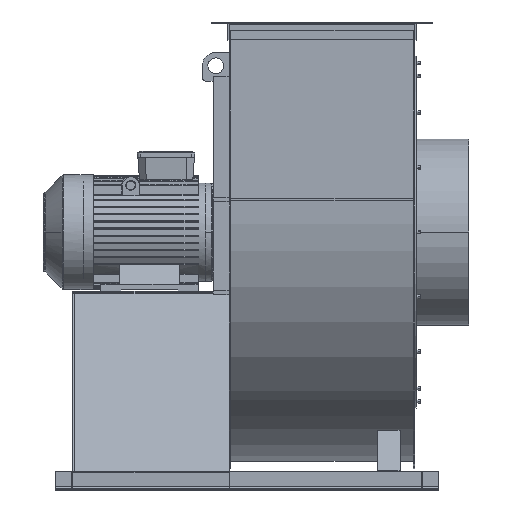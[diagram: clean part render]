
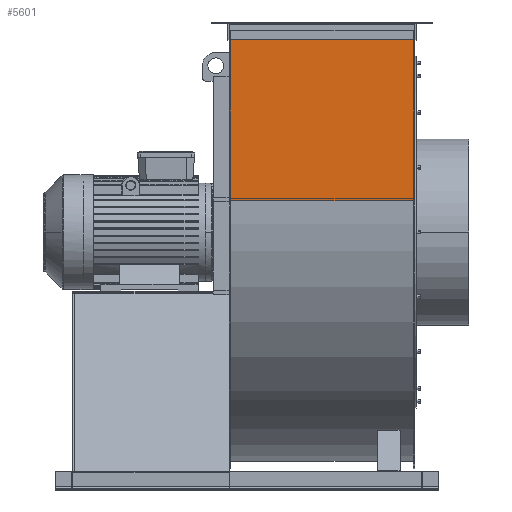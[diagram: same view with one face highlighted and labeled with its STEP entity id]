
A CAD part, top view. The second image highlights one B-rep face of the part: STEP entity #5601.
In plain terms, the highlighted free-form (B-spline) face has degree [1, 1] with [2, 2] control points.
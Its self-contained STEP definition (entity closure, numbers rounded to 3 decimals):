
#5543 = VERTEX_POINT('',#5544);
#5544 = CARTESIAN_POINT('',(-20.178,975.668,
    700.297));
#5549 = EDGE_CURVE('',#5543,#5550,#5552,.T.);
#5550 = VERTEX_POINT('',#5551);
#5551 = CARTESIAN_POINT('',(-20.178,767.952,
    700.297));
#5552 = B_SPLINE_CURVE_WITH_KNOTS('',1,(#5553,#5554),.UNSPECIFIED.,.F.,
  .F.,(2,2),(205.,380.),.PIECEWISE_BEZIER_KNOTS.);
#5553 = CARTESIAN_POINT('',(-20.178,975.668,
    700.297));
#5554 = CARTESIAN_POINT('',(-20.178,767.952,
    700.297));
#5572 = VERTEX_POINT('',#5573);
#5573 = CARTESIAN_POINT('',(-506.825,975.668,
    700.297));
#5586 = VERTEX_POINT('',#5587);
#5587 = CARTESIAN_POINT('',(-506.825,767.952,
    700.297));
#5592 = EDGE_CURVE('',#5572,#5586,#5593,.T.);
#5593 = B_SPLINE_CURVE_WITH_KNOTS('',1,(#5594,#5595),.UNSPECIFIED.,.F.,
  .F.,(2,2),(205.,380.),.PIECEWISE_BEZIER_KNOTS.);
#5594 = CARTESIAN_POINT('',(-506.825,975.668,
    700.297));
#5595 = CARTESIAN_POINT('',(-506.825,767.952,
    700.297));
#5601 = ADVANCED_FACE('',(#5602),#5672,.F.);
#5602 = FACE_BOUND('',#5603,.T.);
#5603 = EDGE_LOOP('',(#5604,#5613,#5620,#5627,#5632,#5633,#5638,#5639,
    #5646,#5653,#5660,#5667));
#5604 = ORIENTED_EDGE('',*,*,#5605,.T.);
#5605 = EDGE_CURVE('',#5606,#5608,#5610,.T.);
#5606 = VERTEX_POINT('',#5607);
#5607 = CARTESIAN_POINT('',(-506.825,1218.991,
    700.297));
#5608 = VERTEX_POINT('',#5609);
#5609 = CARTESIAN_POINT('',(-506.825,1011.276,
    700.297));
#5610 = B_SPLINE_CURVE_WITH_KNOTS('',1,(#5611,#5612),.UNSPECIFIED.,.F.,
  .F.,(2,2),(0.,175.),.PIECEWISE_BEZIER_KNOTS.);
#5611 = CARTESIAN_POINT('',(-506.825,1218.991,
    700.297));
#5612 = CARTESIAN_POINT('',(-506.825,1011.276,
    700.297));
#5613 = ORIENTED_EDGE('',*,*,#5614,.F.);
#5614 = EDGE_CURVE('',#5615,#5608,#5617,.T.);
#5615 = VERTEX_POINT('',#5616);
#5616 = CARTESIAN_POINT('',(-510.386,1011.276,
    700.297));
#5617 = B_SPLINE_CURVE_WITH_KNOTS('',1,(#5618,#5619),.UNSPECIFIED.,.F.,
  .F.,(2,2),(33.15,36.15),.PIECEWISE_BEZIER_KNOTS.);
#5618 = CARTESIAN_POINT('',(-510.386,1011.276,
    700.297));
#5619 = CARTESIAN_POINT('',(-506.825,1011.276,
    700.297));
#5620 = ORIENTED_EDGE('',*,*,#5621,.T.);
#5621 = EDGE_CURVE('',#5615,#5622,#5624,.T.);
#5622 = VERTEX_POINT('',#5623);
#5623 = CARTESIAN_POINT('',(-510.386,975.668,
    700.297));
#5624 = B_SPLINE_CURVE_WITH_KNOTS('',1,(#5625,#5626),.UNSPECIFIED.,.F.,
  .F.,(2,2),(0.,30.),.PIECEWISE_BEZIER_KNOTS.);
#5625 = CARTESIAN_POINT('',(-510.386,1011.276,
    700.297));
#5626 = CARTESIAN_POINT('',(-510.386,975.668,
    700.297));
#5627 = ORIENTED_EDGE('',*,*,#5628,.T.);
#5628 = EDGE_CURVE('',#5622,#5572,#5629,.T.);
#5629 = B_SPLINE_CURVE_WITH_KNOTS('',1,(#5630,#5631),.UNSPECIFIED.,.F.,
  .F.,(2,2),(33.15,36.15),.PIECEWISE_BEZIER_KNOTS.);
#5630 = CARTESIAN_POINT('',(-510.386,975.668,
    700.297));
#5631 = CARTESIAN_POINT('',(-506.825,975.668,
    700.297));
#5632 = ORIENTED_EDGE('',*,*,#5592,.T.);
#5633 = ORIENTED_EDGE('',*,*,#5634,.F.);
#5634 = EDGE_CURVE('',#5550,#5586,#5635,.T.);
#5635 = B_SPLINE_CURVE_WITH_KNOTS('',1,(#5636,#5637),.UNSPECIFIED.,.F.,
  .F.,(2,2),(-0.,410.),.PIECEWISE_BEZIER_KNOTS.);
#5636 = CARTESIAN_POINT('',(-20.178,767.952,
    700.297));
#5637 = CARTESIAN_POINT('',(-506.825,767.952,
    700.297));
#5638 = ORIENTED_EDGE('',*,*,#5549,.F.);
#5639 = ORIENTED_EDGE('',*,*,#5640,.T.);
#5640 = EDGE_CURVE('',#5543,#5641,#5643,.T.);
#5641 = VERTEX_POINT('',#5642);
#5642 = CARTESIAN_POINT('',(-16.617,975.668,
    700.297));
#5643 = B_SPLINE_CURVE_WITH_KNOTS('',1,(#5644,#5645),.UNSPECIFIED.,.F.,
  .F.,(2,2),(446.15,449.15),.PIECEWISE_BEZIER_KNOTS.);
#5644 = CARTESIAN_POINT('',(-20.178,975.668,
    700.297));
#5645 = CARTESIAN_POINT('',(-16.617,975.668,
    700.297));
#5646 = ORIENTED_EDGE('',*,*,#5647,.F.);
#5647 = EDGE_CURVE('',#5648,#5641,#5650,.T.);
#5648 = VERTEX_POINT('',#5649);
#5649 = CARTESIAN_POINT('',(-16.617,1011.276,
    700.297));
#5650 = B_SPLINE_CURVE_WITH_KNOTS('',1,(#5651,#5652),.UNSPECIFIED.,.F.,
  .F.,(2,2),(0.,30.),.PIECEWISE_BEZIER_KNOTS.);
#5651 = CARTESIAN_POINT('',(-16.617,1011.276,
    700.297));
#5652 = CARTESIAN_POINT('',(-16.617,975.668,
    700.297));
#5653 = ORIENTED_EDGE('',*,*,#5654,.F.);
#5654 = EDGE_CURVE('',#5655,#5648,#5657,.T.);
#5655 = VERTEX_POINT('',#5656);
#5656 = CARTESIAN_POINT('',(-20.178,1011.276,
    700.297));
#5657 = B_SPLINE_CURVE_WITH_KNOTS('',1,(#5658,#5659),.UNSPECIFIED.,.F.,
  .F.,(2,2),(446.15,449.15),.PIECEWISE_BEZIER_KNOTS.);
#5658 = CARTESIAN_POINT('',(-20.178,1011.276,
    700.297));
#5659 = CARTESIAN_POINT('',(-16.617,1011.276,
    700.297));
#5660 = ORIENTED_EDGE('',*,*,#5661,.F.);
#5661 = EDGE_CURVE('',#5662,#5655,#5664,.T.);
#5662 = VERTEX_POINT('',#5663);
#5663 = CARTESIAN_POINT('',(-20.178,1218.991,
    700.297));
#5664 = B_SPLINE_CURVE_WITH_KNOTS('',1,(#5665,#5666),.UNSPECIFIED.,.F.,
  .F.,(2,2),(0.,175.),.PIECEWISE_BEZIER_KNOTS.);
#5665 = CARTESIAN_POINT('',(-20.178,1218.991,
    700.297));
#5666 = CARTESIAN_POINT('',(-20.178,1011.276,
    700.297));
#5667 = ORIENTED_EDGE('',*,*,#5668,.T.);
#5668 = EDGE_CURVE('',#5662,#5606,#5669,.T.);
#5669 = B_SPLINE_CURVE_WITH_KNOTS('',1,(#5670,#5671),.UNSPECIFIED.,.F.,
  .F.,(2,2),(-0.,410.),.PIECEWISE_BEZIER_KNOTS.);
#5670 = CARTESIAN_POINT('',(-20.178,1218.991,
    700.297));
#5671 = CARTESIAN_POINT('',(-506.825,1218.991,
    700.297));
#5672 = B_SPLINE_SURFACE_WITH_KNOTS('',1,1,(
    (#5673,#5674)
    ,(#5675,#5676
    )),.UNSPECIFIED.,.F.,.F.,.F.,(2,2),(2,2),(-3.,413.),(-380.,0.),
  .PIECEWISE_BEZIER_KNOTS.);
#5673 = CARTESIAN_POINT('',(-16.617,767.952,
    700.297));
#5674 = CARTESIAN_POINT('',(-16.617,1218.991,
    700.297));
#5675 = CARTESIAN_POINT('',(-510.386,767.952,
    700.297));
#5676 = CARTESIAN_POINT('',(-510.386,1218.991,
    700.297));
